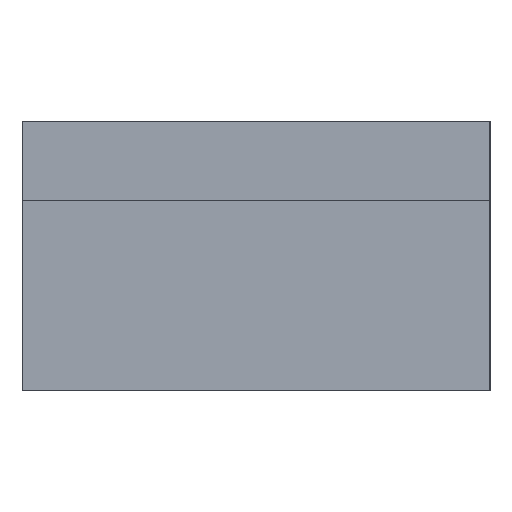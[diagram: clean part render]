
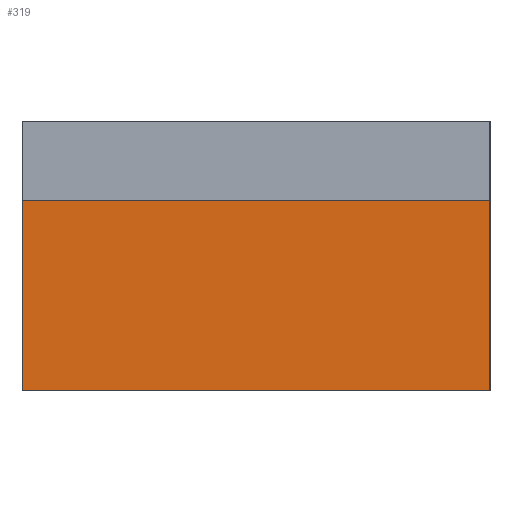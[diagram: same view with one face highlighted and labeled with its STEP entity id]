
A CAD part, left-side view. The second image highlights one B-rep face of the part: STEP entity #319.
In plain terms, the highlighted planar face has unit normal (-1, 0, 0).
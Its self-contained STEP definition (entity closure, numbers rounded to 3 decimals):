
#31=PLANE('',#353);
#47=FACE_OUTER_BOUND('',#67,.T.);
#67=EDGE_LOOP('',(#295,#296,#297,#298));
#88=LINE('',#487,#126);
#96=LINE('',#500,#134);
#104=LINE('',#517,#142);
#106=LINE('',#520,#144);
#126=VECTOR('',#400,10.);
#134=VECTOR('',#410,10.);
#142=VECTOR('',#428,10.);
#144=VECTOR('',#432,10.);
#167=VERTEX_POINT('',#485);
#168=VERTEX_POINT('',#486);
#172=VERTEX_POINT('',#498);
#176=VERTEX_POINT('',#516);
#200=EDGE_CURVE('',#167,#168,#88,.T.);
#208=EDGE_CURVE('',#172,#167,#96,.T.);
#216=EDGE_CURVE('',#176,#168,#104,.F.);
#218=EDGE_CURVE('',#176,#172,#106,.T.);
#295=ORIENTED_EDGE('',*,*,#218,.F.);
#296=ORIENTED_EDGE('',*,*,#216,.T.);
#297=ORIENTED_EDGE('',*,*,#200,.F.);
#298=ORIENTED_EDGE('',*,*,#208,.F.);
#319=ADVANCED_FACE('',(#47),#31,.T.);
#353=AXIS2_PLACEMENT_3D('',#519,#430,#431);
#400=DIRECTION('',(0.,-1.,0.));
#410=DIRECTION('',(0.,0.,1.));
#428=DIRECTION('',(0.,0.,-1.));
#430=DIRECTION('center_axis',(-1.,0.,0.));
#431=DIRECTION('ref_axis',(0.,-1.,0.));
#432=DIRECTION('',(0.,1.,0.));
#485=CARTESIAN_POINT('',(-50.5,14.75,12.));
#486=CARTESIAN_POINT('',(-50.5,-14.75,12.));
#487=CARTESIAN_POINT('',(-50.5,-44.75,12.));
#498=CARTESIAN_POINT('',(-50.5,14.75,0.));
#500=CARTESIAN_POINT('',(-50.5,14.75,0.));
#516=CARTESIAN_POINT('',(-50.5,-14.75,0.));
#517=CARTESIAN_POINT('',(-50.5,-14.75,0.));
#519=CARTESIAN_POINT('Origin',(-50.5,44.75,0.));
#520=CARTESIAN_POINT('',(-50.5,-44.75,0.));
